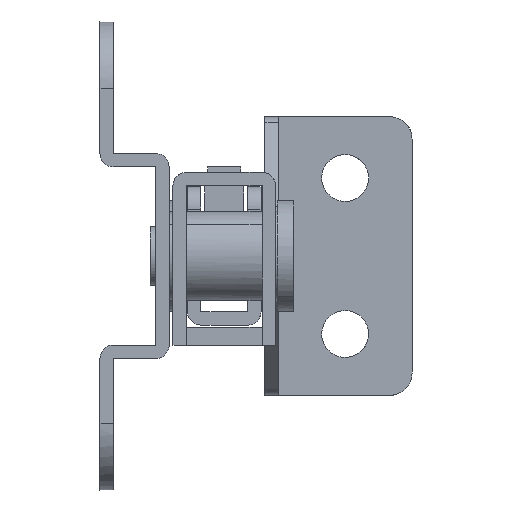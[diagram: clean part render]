
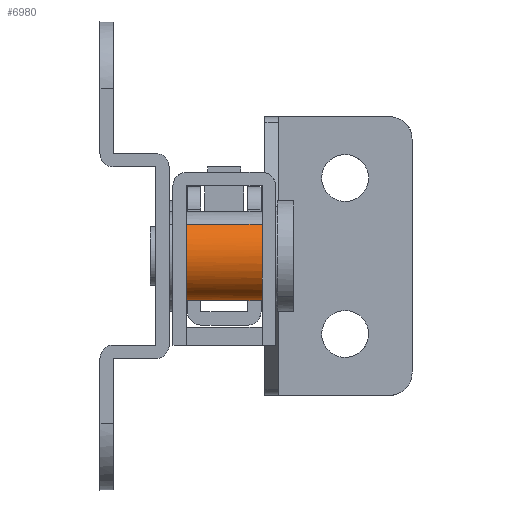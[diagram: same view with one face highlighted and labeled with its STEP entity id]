
A CAD part, left-side view. The second image highlights one B-rep face of the part: STEP entity #6980.
In plain terms, the highlighted free-form (B-spline) face has degree [2, 1] with [5, 2] control points.
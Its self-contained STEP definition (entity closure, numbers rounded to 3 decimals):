
#6800=CARTESIAN_POINT('',(-2.804,-14.55,2.853));
#6801=VERTEX_POINT('',#6800);
#6825=CARTESIAN_POINT('',(2.804,-14.55,-2.853));
#6826=VERTEX_POINT('',#6825);
#6836=CARTESIAN_POINT('',(2.804,-7.75,-2.853));
#6837=VERTEX_POINT('',#6836);
#6838=CARTESIAN_POINT('',(2.804,-14.55,-2.853));
#6839=CARTESIAN_POINT('',(2.804,-7.75,-2.853));
#6840=QUASI_UNIFORM_CURVE('',1,(#6838,#6839),.UNSPECIFIED.,.F.,.U.);
#6841=EDGE_CURVE('',#6826,#6837,#6840,.T.);
#6870=CARTESIAN_POINT('',(-2.804,-7.75,2.853));
#6871=VERTEX_POINT('',#6870);
#6881=CARTESIAN_POINT('',(-2.804,-14.55,2.853));
#6882=CARTESIAN_POINT('',(-2.804,-7.75,2.853));
#6883=QUASI_UNIFORM_CURVE('',1,(#6881,#6882),.UNSPECIFIED.,.F.,.U.);
#6884=EDGE_CURVE('',#6801,#6871,#6883,.T.);
#6889=CARTESIAN_POINT('',(2.804,-14.72,-2.853));
#6890=CARTESIAN_POINT('',(-0.049,-14.72,-5.657));
#6891=CARTESIAN_POINT('',(-2.853,-14.72,-2.804));
#6892=CARTESIAN_POINT('',(-5.657,-14.72,0.049));
#6893=CARTESIAN_POINT('',(-2.804,-14.72,2.853));
#6894=CARTESIAN_POINT('',(2.804,-7.576,-2.853));
#6895=CARTESIAN_POINT('',(-0.049,-7.576,-5.657));
#6896=CARTESIAN_POINT('',(-2.853,-7.576,-2.804));
#6897=CARTESIAN_POINT('',(-5.657,-7.576,0.049));
#6898=CARTESIAN_POINT('',(-2.804,-7.576,2.853));
#6906=(BOUNDED_SURFACE()B_SPLINE_SURFACE(2,1,((#6889,#6894),(#6890,#6895),(#6891,#6896),(#6892,#6897),(#6893,#6898)),.UNSPECIFIED.,.F.,.F.,.U.)B_SPLINE_SURFACE_WITH_KNOTS((3,2,3),(2,2),(0.0,6.627,13.255),(0.0,7.144),.UNSPECIFIED.)GEOMETRIC_REPRESENTATION_ITEM()RATIONAL_B_SPLINE_SURFACE(((1.0,1.0),(0.707,0.707),(1.0,1.0),(0.707,0.707),(1.0,1.0)))REPRESENTATION_ITEM('')SURFACE());
#6907=CARTESIAN_POINT('',(-4.,-14.55,0.));
#6908=VERTEX_POINT('',#6907);
#6909=CARTESIAN_POINT('',(-2.804,-14.55,2.853));
#6910=CARTESIAN_POINT('',(-3.111,-14.55,2.552));
#6911=CARTESIAN_POINT('',(-3.467,-14.55,2.065));
#6912=CARTESIAN_POINT('',(-3.89,-14.55,1.092));
#6913=CARTESIAN_POINT('',(-4.,-14.55,0.463));
#6914=CARTESIAN_POINT('',(-4.,-14.55,0.));
#6915=B_SPLINE_CURVE_WITH_KNOTS('',3,(#6909,#6910,#6911,#6912,#6913,#6914),.UNSPECIFIED.,.F.,.U.,(4,1,1,4),(0.,1.29,1.787,3.177),.UNSPECIFIED.);
#6916=EDGE_CURVE('',#6801,#6908,#6915,.T.);
#6917=ORIENTED_EDGE('',*,*,#6916,.F.);
#6918=ORIENTED_EDGE('',*,*,#6884,.T.);
#6919=CARTESIAN_POINT('',(-4.,-7.75,0.));
#6920=VERTEX_POINT('',#6919);
#6921=CARTESIAN_POINT('',(-4.,-7.75,0.));
#6922=CARTESIAN_POINT('',(-4.,-7.75,0.364));
#6923=CARTESIAN_POINT('',(-3.914,-7.75,0.993));
#6924=CARTESIAN_POINT('',(-3.527,-7.75,1.984));
#6925=CARTESIAN_POINT('',(-3.111,-7.75,2.552));
#6926=CARTESIAN_POINT('',(-2.804,-7.75,2.853));
#6927=B_SPLINE_CURVE_WITH_KNOTS('',3,(#6921,#6922,#6923,#6924,#6925,#6926),.UNSPECIFIED.,.F.,.U.,(4,1,1,4),(0.,1.092,1.886,3.177),.UNSPECIFIED.);
#6928=EDGE_CURVE('',#6920,#6871,#6927,.T.);
#6929=ORIENTED_EDGE('',*,*,#6928,.F.);
#6930=CARTESIAN_POINT('',(0.,-7.75,-4.));
#6931=VERTEX_POINT('',#6930);
#6932=CARTESIAN_POINT('',(0.,-7.75,-4.));
#6933=CARTESIAN_POINT('',(-0.442,-7.75,-4.));
#6934=CARTESIAN_POINT('',(-1.112,-7.75,-3.888));
#6935=CARTESIAN_POINT('',(-1.923,-7.75,-3.528));
#6936=CARTESIAN_POINT('',(-2.622,-7.75,-3.068));
#6937=CARTESIAN_POINT('',(-3.261,-7.75,-2.397));
#6938=CARTESIAN_POINT('',(-3.842,-7.75,-1.325));
#6939=CARTESIAN_POINT('',(-4.001,-7.75,-0.507));
#6940=CARTESIAN_POINT('',(-4.,-7.75,0.));
#6941=B_SPLINE_CURVE_WITH_KNOTS('',3,(#6932,#6933,#6934,#6935,#6936,#6937,#6938,#6939,#6940),.UNSPECIFIED.,.F.,.U.,(4,1,1,1,1,1,4),(0.,1.325,2.013,2.651,3.829,4.762,6.283),.UNSPECIFIED.);
#6942=EDGE_CURVE('',#6931,#6920,#6941,.T.);
#6943=ORIENTED_EDGE('',*,*,#6942,.F.);
#6944=CARTESIAN_POINT('',(2.804,-7.75,-2.853));
#6945=CARTESIAN_POINT('',(2.527,-7.75,-3.125));
#6946=CARTESIAN_POINT('',(1.919,-7.75,-3.569));
#6947=CARTESIAN_POINT('',(0.938,-7.75,-3.929));
#6948=CARTESIAN_POINT('',(0.291,-7.75,-4.));
#6949=CARTESIAN_POINT('',(0.,-7.75,-4.));
#6950=B_SPLINE_CURVE_WITH_KNOTS('',3,(#6944,#6945,#6946,#6947,#6948,#6949),.UNSPECIFIED.,.F.,.U.,(4,1,1,4),(0.,1.165,2.233,3.107),.UNSPECIFIED.);
#6951=EDGE_CURVE('',#6837,#6931,#6950,.T.);
#6952=ORIENTED_EDGE('',*,*,#6951,.F.);
#6953=ORIENTED_EDGE('',*,*,#6841,.F.);
#6954=CARTESIAN_POINT('',(0.,-14.55,-4.));
#6955=VERTEX_POINT('',#6954);
#6956=CARTESIAN_POINT('',(0.,-14.55,-4.));
#6957=CARTESIAN_POINT('',(0.291,-14.55,-4.));
#6958=CARTESIAN_POINT('',(0.938,-14.55,-3.929));
#6959=CARTESIAN_POINT('',(1.919,-14.55,-3.569));
#6960=CARTESIAN_POINT('',(2.527,-14.55,-3.125));
#6961=CARTESIAN_POINT('',(2.804,-14.55,-2.853));
#6962=B_SPLINE_CURVE_WITH_KNOTS('',3,(#6956,#6957,#6958,#6959,#6960,#6961),.UNSPECIFIED.,.F.,.U.,(4,1,1,4),(0.,0.874,1.942,3.107),.UNSPECIFIED.);
#6963=EDGE_CURVE('',#6955,#6826,#6962,.T.);
#6964=ORIENTED_EDGE('',*,*,#6963,.F.);
#6965=CARTESIAN_POINT('',(-4.,-14.55,0.));
#6966=CARTESIAN_POINT('',(-4.,-14.55,-0.262));
#6967=CARTESIAN_POINT('',(-3.947,-14.55,-0.802));
#6968=CARTESIAN_POINT('',(-3.723,-14.55,-1.525));
#6969=CARTESIAN_POINT('',(-3.294,-14.55,-2.338));
#6970=CARTESIAN_POINT('',(-2.702,-14.55,-3.008));
#6971=CARTESIAN_POINT('',(-1.953,-14.55,-3.515));
#6972=CARTESIAN_POINT('',(-1.112,-14.55,-3.888));
#6973=CARTESIAN_POINT('',(-0.442,-14.55,-4.));
#6974=CARTESIAN_POINT('',(0.,-14.55,-4.));
#6975=B_SPLINE_CURVE_WITH_KNOTS('',3,(#6965,#6966,#6967,#6968,#6969,#6970,#6971,#6972,#6973,#6974),.UNSPECIFIED.,.F.,.U.,(4,1,1,1,1,1,1,4),(0.,0.785,1.62,2.258,3.534,4.271,4.958,6.283),.UNSPECIFIED.);
#6976=EDGE_CURVE('',#6908,#6955,#6975,.T.);
#6977=ORIENTED_EDGE('',*,*,#6976,.F.);
#6978=EDGE_LOOP('',(#6917,#6918,#6929,#6943,#6952,#6953,#6964,#6977));
#6979=FACE_OUTER_BOUND('',#6978,.T.);
#6980=ADVANCED_FACE('',(#6979),#6906,.T.);
